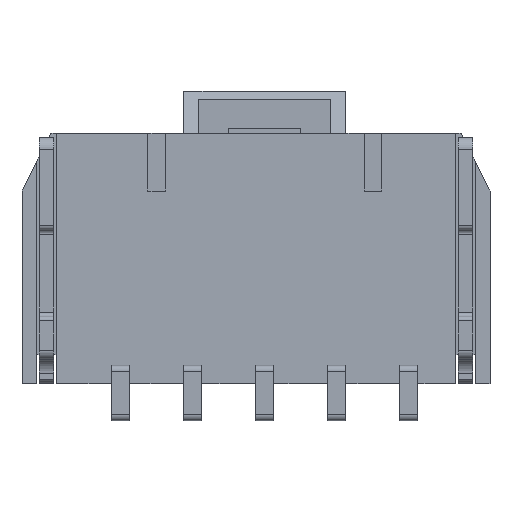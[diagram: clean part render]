
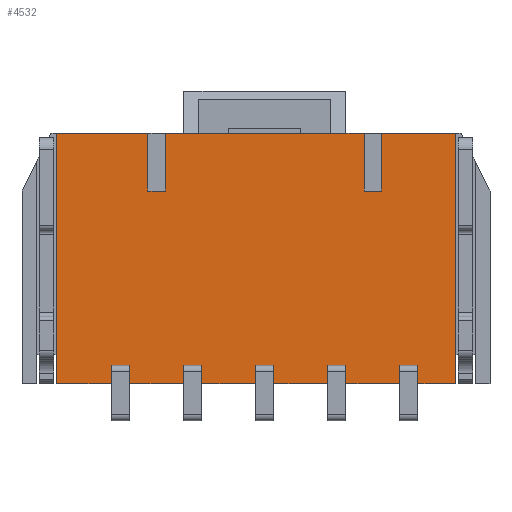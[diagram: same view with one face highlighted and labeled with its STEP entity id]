
A CAD part, front view. The second image highlights one B-rep face of the part: STEP entity #4532.
In plain terms, the highlighted planar face has unit normal (0, -1, 0).
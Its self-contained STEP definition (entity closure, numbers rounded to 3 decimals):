
#33=DIRECTION('',(1.,0.,0.));
#34=VECTOR('',#33,0.6);
#35=CARTESIAN_POINT('',(-3.75,-1.74,2.345));
#36=LINE('',#35,#34);
#37=DIRECTION('',(0.,0.,-1.));
#38=VECTOR('',#37,2.);
#39=CARTESIAN_POINT('',(-3.15,-1.74,4.345));
#40=LINE('',#39,#38);
#41=DIRECTION('',(1.,0.,0.));
#42=VECTOR('',#41,6.9);
#43=CARTESIAN_POINT('',(-3.15,-1.74,4.345));
#44=LINE('',#43,#42);
#45=DIRECTION('',(0.,0.,-1.));
#46=VECTOR('',#45,2.);
#47=CARTESIAN_POINT('',(3.75,-1.74,4.345));
#48=LINE('',#47,#46);
#49=DIRECTION('',(1.,0.,0.));
#50=VECTOR('',#49,0.6);
#51=CARTESIAN_POINT('',(3.75,-1.74,2.345));
#52=LINE('',#51,#50);
#53=DIRECTION('',(0.,0.,-1.));
#54=VECTOR('',#53,2.);
#55=CARTESIAN_POINT('',(4.35,-1.74,4.345));
#56=LINE('',#55,#54);
#57=DIRECTION('',(1.,0.,0.));
#58=VECTOR('',#57,2.575);
#59=CARTESIAN_POINT('',(4.35,-1.74,4.345));
#60=LINE('',#59,#58);
#61=DIRECTION('',(0.,0.,-1.));
#62=VECTOR('',#61,8.69);
#63=CARTESIAN_POINT('',(6.925,-1.74,4.345));
#64=LINE('',#63,#62);
#65=DIRECTION('',(-1.,0.,0.));
#66=VECTOR('',#65,1.308);
#67=CARTESIAN_POINT('',(6.925,-1.74,-4.345));
#68=LINE('',#67,#66);
#69=DIRECTION('',(0.,0.,1.));
#70=VECTOR('',#69,0.638);
#71=CARTESIAN_POINT('',(5.618,-1.74,-4.345));
#72=LINE('',#71,#70);
#73=DIRECTION('',(-1.,0.,0.));
#74=VECTOR('',#73,0.635);
#75=CARTESIAN_POINT('',(5.618,-1.74,-3.707));
#76=LINE('',#75,#74);
#77=DIRECTION('',(0.,0.,1.));
#78=VECTOR('',#77,0.638);
#79=CARTESIAN_POINT('',(4.983,-1.74,-4.345));
#80=LINE('',#79,#78);
#81=DIRECTION('',(-1.,0.,0.));
#82=VECTOR('',#81,1.865);
#83=CARTESIAN_POINT('',(4.983,-1.74,-4.345));
#84=LINE('',#83,#82);
#85=DIRECTION('',(0.,0.,1.));
#86=VECTOR('',#85,0.638);
#87=CARTESIAN_POINT('',(3.118,-1.74,-4.345));
#88=LINE('',#87,#86);
#89=DIRECTION('',(-1.,0.,0.));
#90=VECTOR('',#89,0.635);
#91=CARTESIAN_POINT('',(3.118,-1.74,-3.707));
#92=LINE('',#91,#90);
#93=DIRECTION('',(0.,0.,1.));
#94=VECTOR('',#93,0.638);
#95=CARTESIAN_POINT('',(2.483,-1.74,-4.345));
#96=LINE('',#95,#94);
#97=DIRECTION('',(-1.,0.,0.));
#98=VECTOR('',#97,1.865);
#99=CARTESIAN_POINT('',(2.483,-1.74,-4.345));
#100=LINE('',#99,#98);
#101=DIRECTION('',(0.,0.,1.));
#102=VECTOR('',#101,0.638);
#103=CARTESIAN_POINT('',(0.618,-1.74,-4.345));
#104=LINE('',#103,#102);
#105=DIRECTION('',(-1.,0.,0.));
#106=VECTOR('',#105,0.635);
#107=CARTESIAN_POINT('',(0.618,-1.74,-3.707));
#108=LINE('',#107,#106);
#109=DIRECTION('',(0.,0.,1.));
#110=VECTOR('',#109,0.638);
#111=CARTESIAN_POINT('',(-0.018,-1.74,-4.345));
#112=LINE('',#111,#110);
#113=DIRECTION('',(-1.,0.,0.));
#114=VECTOR('',#113,1.865);
#115=CARTESIAN_POINT('',(-0.018,-1.74,-4.345));
#116=LINE('',#115,#114);
#117=DIRECTION('',(0.,0.,1.));
#118=VECTOR('',#117,0.638);
#119=CARTESIAN_POINT('',(-1.883,-1.74,-4.345));
#120=LINE('',#119,#118);
#121=DIRECTION('',(-1.,0.,0.));
#122=VECTOR('',#121,0.635);
#123=CARTESIAN_POINT('',(-1.883,-1.74,-3.707));
#124=LINE('',#123,#122);
#125=DIRECTION('',(0.,0.,1.));
#126=VECTOR('',#125,0.638);
#127=CARTESIAN_POINT('',(-2.518,-1.74,-4.345));
#128=LINE('',#127,#126);
#129=DIRECTION('',(-1.,0.,0.));
#130=VECTOR('',#129,1.865);
#131=CARTESIAN_POINT('',(-2.518,-1.74,-4.345));
#132=LINE('',#131,#130);
#133=DIRECTION('',(0.,0.,1.));
#134=VECTOR('',#133,0.638);
#135=CARTESIAN_POINT('',(-4.383,-1.74,-4.345));
#136=LINE('',#135,#134);
#137=DIRECTION('',(-1.,0.,0.));
#138=VECTOR('',#137,0.635);
#139=CARTESIAN_POINT('',(-4.383,-1.74,-3.707));
#140=LINE('',#139,#138);
#141=DIRECTION('',(0.,0.,1.));
#142=VECTOR('',#141,0.638);
#143=CARTESIAN_POINT('',(-5.018,-1.74,-4.345));
#144=LINE('',#143,#142);
#145=DIRECTION('',(-1.,0.,0.));
#146=VECTOR('',#145,1.908);
#147=CARTESIAN_POINT('',(-5.018,-1.74,-4.345));
#148=LINE('',#147,#146);
#149=DIRECTION('',(0.,0.,-1.));
#150=VECTOR('',#149,8.69);
#151=CARTESIAN_POINT('',(-6.925,-1.74,4.345));
#152=LINE('',#151,#150);
#153=DIRECTION('',(1.,0.,0.));
#154=VECTOR('',#153,3.175);
#155=CARTESIAN_POINT('',(-6.925,-1.74,4.345));
#156=LINE('',#155,#154);
#157=DIRECTION('',(0.,0.,-1.));
#158=VECTOR('',#157,2.);
#159=CARTESIAN_POINT('',(-3.75,-1.74,4.345));
#160=LINE('',#159,#158);
#3529=CARTESIAN_POINT('',(5.618,-1.74,-4.345));
#3530=CARTESIAN_POINT('',(5.618,-1.74,-3.707));
#3531=VERTEX_POINT('',#3529);
#3532=VERTEX_POINT('',#3530);
#3533=CARTESIAN_POINT('',(4.983,-1.74,-4.345));
#3534=CARTESIAN_POINT('',(4.983,-1.74,-3.707));
#3535=VERTEX_POINT('',#3533);
#3536=VERTEX_POINT('',#3534);
#3629=CARTESIAN_POINT('',(3.118,-1.74,-4.345));
#3630=CARTESIAN_POINT('',(3.118,-1.74,-3.707));
#3631=VERTEX_POINT('',#3629);
#3632=VERTEX_POINT('',#3630);
#3633=CARTESIAN_POINT('',(2.483,-1.74,-4.345));
#3634=CARTESIAN_POINT('',(2.483,-1.74,-3.707));
#3635=VERTEX_POINT('',#3633);
#3636=VERTEX_POINT('',#3634);
#3729=CARTESIAN_POINT('',(0.618,-1.74,-4.345));
#3730=CARTESIAN_POINT('',(0.618,-1.74,-3.707));
#3731=VERTEX_POINT('',#3729);
#3732=VERTEX_POINT('',#3730);
#3733=CARTESIAN_POINT('',(-0.018,-1.74,-4.345));
#3734=CARTESIAN_POINT('',(-0.018,-1.74,-3.707));
#3735=VERTEX_POINT('',#3733);
#3736=VERTEX_POINT('',#3734);
#3813=CARTESIAN_POINT('',(-1.883,-1.74,-4.345));
#3814=CARTESIAN_POINT('',(-1.883,-1.74,-3.707));
#3815=VERTEX_POINT('',#3813);
#3816=VERTEX_POINT('',#3814);
#3817=CARTESIAN_POINT('',(-2.518,-1.74,-4.345));
#3818=CARTESIAN_POINT('',(-2.518,-1.74,-3.707));
#3819=VERTEX_POINT('',#3817);
#3820=VERTEX_POINT('',#3818);
#3897=CARTESIAN_POINT('',(-4.383,-1.74,-4.345));
#3898=CARTESIAN_POINT('',(-4.383,-1.74,-3.707));
#3899=VERTEX_POINT('',#3897);
#3900=VERTEX_POINT('',#3898);
#3901=CARTESIAN_POINT('',(-5.018,-1.74,-4.345));
#3902=CARTESIAN_POINT('',(-5.018,-1.74,-3.707));
#3903=VERTEX_POINT('',#3901);
#3904=VERTEX_POINT('',#3902);
#4189=CARTESIAN_POINT('',(6.925,-1.74,4.345));
#4190=CARTESIAN_POINT('',(6.925,-1.74,-4.345));
#4191=VERTEX_POINT('',#4189);
#4192=VERTEX_POINT('',#4190);
#4355=CARTESIAN_POINT('',(-6.925,-1.74,4.345));
#4356=CARTESIAN_POINT('',(-6.925,-1.74,-4.345));
#4357=VERTEX_POINT('',#4355);
#4358=VERTEX_POINT('',#4356);
#4413=CARTESIAN_POINT('',(-3.75,-1.74,2.345));
#4414=CARTESIAN_POINT('',(-3.15,-1.74,2.345));
#4415=VERTEX_POINT('',#4413);
#4416=VERTEX_POINT('',#4414);
#4417=CARTESIAN_POINT('',(3.75,-1.74,2.345));
#4418=CARTESIAN_POINT('',(4.35,-1.74,2.345));
#4419=VERTEX_POINT('',#4417);
#4420=VERTEX_POINT('',#4418);
#4421=CARTESIAN_POINT('',(-3.75,-1.74,4.345));
#4422=VERTEX_POINT('',#4421);
#4423=CARTESIAN_POINT('',(-3.15,-1.74,4.345));
#4424=VERTEX_POINT('',#4423);
#4425=CARTESIAN_POINT('',(3.75,-1.74,4.345));
#4426=VERTEX_POINT('',#4425);
#4427=CARTESIAN_POINT('',(4.35,-1.74,4.345));
#4428=VERTEX_POINT('',#4427);
#4461=CARTESIAN_POINT('',(0.,-1.74,0.));
#4462=DIRECTION('',(0.,1.,0.));
#4463=DIRECTION('',(1.,0.,0.));
#4464=AXIS2_PLACEMENT_3D('',#4461,#4462,#4463);
#4465=PLANE('',#4464);
#4467=ORIENTED_EDGE('',*,*,#4466,.T.);
#4469=ORIENTED_EDGE('',*,*,#4468,.F.);
#4471=ORIENTED_EDGE('',*,*,#4470,.T.);
#4473=ORIENTED_EDGE('',*,*,#4472,.T.);
#4475=ORIENTED_EDGE('',*,*,#4474,.T.);
#4477=ORIENTED_EDGE('',*,*,#4476,.F.);
#4479=ORIENTED_EDGE('',*,*,#4478,.T.);
#4481=ORIENTED_EDGE('',*,*,#4480,.T.);
#4483=ORIENTED_EDGE('',*,*,#4482,.T.);
#4485=ORIENTED_EDGE('',*,*,#4484,.T.);
#4487=ORIENTED_EDGE('',*,*,#4486,.T.);
#4489=ORIENTED_EDGE('',*,*,#4488,.F.);
#4491=ORIENTED_EDGE('',*,*,#4490,.T.);
#4493=ORIENTED_EDGE('',*,*,#4492,.T.);
#4495=ORIENTED_EDGE('',*,*,#4494,.T.);
#4497=ORIENTED_EDGE('',*,*,#4496,.F.);
#4499=ORIENTED_EDGE('',*,*,#4498,.T.);
#4501=ORIENTED_EDGE('',*,*,#4500,.T.);
#4503=ORIENTED_EDGE('',*,*,#4502,.T.);
#4505=ORIENTED_EDGE('',*,*,#4504,.F.);
#4507=ORIENTED_EDGE('',*,*,#4506,.T.);
#4509=ORIENTED_EDGE('',*,*,#4508,.T.);
#4511=ORIENTED_EDGE('',*,*,#4510,.T.);
#4513=ORIENTED_EDGE('',*,*,#4512,.F.);
#4515=ORIENTED_EDGE('',*,*,#4514,.T.);
#4517=ORIENTED_EDGE('',*,*,#4516,.T.);
#4519=ORIENTED_EDGE('',*,*,#4518,.T.);
#4521=ORIENTED_EDGE('',*,*,#4520,.F.);
#4523=ORIENTED_EDGE('',*,*,#4522,.T.);
#4525=ORIENTED_EDGE('',*,*,#4524,.F.);
#4527=ORIENTED_EDGE('',*,*,#4526,.T.);
#4529=ORIENTED_EDGE('',*,*,#4528,.T.);
#4530=EDGE_LOOP('',(#4467,#4469,#4471,#4473,#4475,#4477,#4479,#4481,#4483,#4485,
#4487,#4489,#4491,#4493,#4495,#4497,#4499,#4501,#4503,#4505,#4507,#4509,#4511,
#4513,#4515,#4517,#4519,#4521,#4523,#4525,#4527,#4529));
#4531=FACE_OUTER_BOUND('',#4530,.F.);
#4532=ADVANCED_FACE('',(#4531),#4465,.F.);
#4466=EDGE_CURVE('',#4415,#4416,#36,.T.);
#4468=EDGE_CURVE('',#4424,#4416,#40,.T.);
#4470=EDGE_CURVE('',#4424,#4426,#44,.T.);
#4472=EDGE_CURVE('',#4426,#4419,#48,.T.);
#4474=EDGE_CURVE('',#4419,#4420,#52,.T.);
#4476=EDGE_CURVE('',#4428,#4420,#56,.T.);
#4478=EDGE_CURVE('',#4428,#4191,#60,.T.);
#4480=EDGE_CURVE('',#4191,#4192,#64,.T.);
#4482=EDGE_CURVE('',#4192,#3531,#68,.T.);
#4484=EDGE_CURVE('',#3531,#3532,#72,.T.);
#4486=EDGE_CURVE('',#3532,#3536,#76,.T.);
#4488=EDGE_CURVE('',#3535,#3536,#80,.T.);
#4490=EDGE_CURVE('',#3535,#3631,#84,.T.);
#4492=EDGE_CURVE('',#3631,#3632,#88,.T.);
#4494=EDGE_CURVE('',#3632,#3636,#92,.T.);
#4496=EDGE_CURVE('',#3635,#3636,#96,.T.);
#4498=EDGE_CURVE('',#3635,#3731,#100,.T.);
#4500=EDGE_CURVE('',#3731,#3732,#104,.T.);
#4502=EDGE_CURVE('',#3732,#3736,#108,.T.);
#4504=EDGE_CURVE('',#3735,#3736,#112,.T.);
#4506=EDGE_CURVE('',#3735,#3815,#116,.T.);
#4508=EDGE_CURVE('',#3815,#3816,#120,.T.);
#4510=EDGE_CURVE('',#3816,#3820,#124,.T.);
#4512=EDGE_CURVE('',#3819,#3820,#128,.T.);
#4514=EDGE_CURVE('',#3819,#3899,#132,.T.);
#4516=EDGE_CURVE('',#3899,#3900,#136,.T.);
#4518=EDGE_CURVE('',#3900,#3904,#140,.T.);
#4520=EDGE_CURVE('',#3903,#3904,#144,.T.);
#4522=EDGE_CURVE('',#3903,#4358,#148,.T.);
#4524=EDGE_CURVE('',#4357,#4358,#152,.T.);
#4526=EDGE_CURVE('',#4357,#4422,#156,.T.);
#4528=EDGE_CURVE('',#4422,#4415,#160,.T.);
